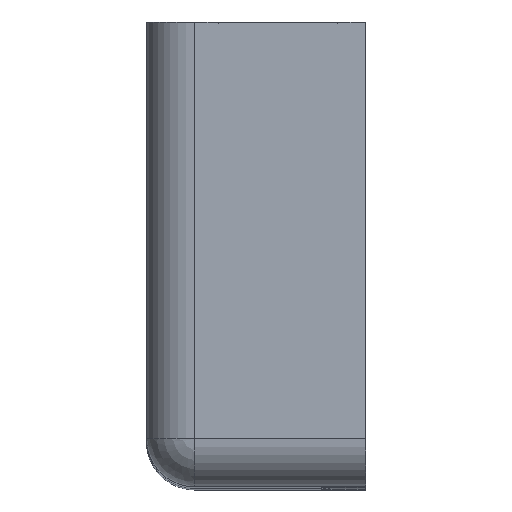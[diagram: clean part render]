
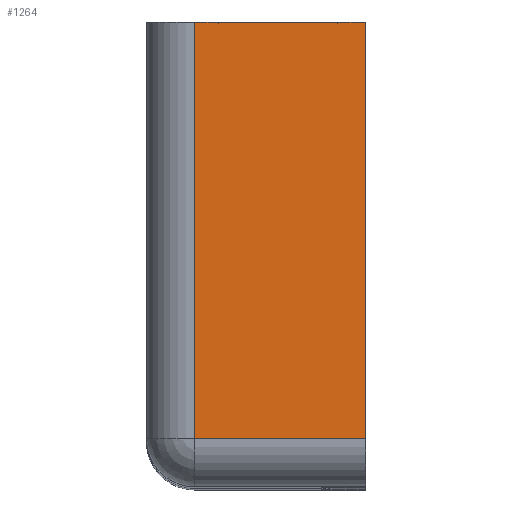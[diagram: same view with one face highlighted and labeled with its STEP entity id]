
A CAD part, top view. The second image highlights one B-rep face of the part: STEP entity #1264.
In plain terms, the highlighted planar face has unit normal (0, 0, 1).
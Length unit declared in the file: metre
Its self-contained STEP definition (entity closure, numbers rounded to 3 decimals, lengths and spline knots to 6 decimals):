
#188=ORIENTED_EDGE('',*,*,#541,.T.);
#189=ORIENTED_EDGE('',*,*,#542,.T.);
#190=ORIENTED_EDGE('',*,*,#535,.T.);
#191=ORIENTED_EDGE('',*,*,#489,.F.);
#192=ORIENTED_EDGE('',*,*,#543,.F.);
#193=ORIENTED_EDGE('',*,*,#528,.F.);
#489=EDGE_CURVE('',#670,#671,#783,.T.);
#528=EDGE_CURVE('',#705,#706,#815,.T.);
#535=EDGE_CURVE('',#711,#671,#819,.T.);
#541=EDGE_CURVE('',#705,#715,#822,.F.);
#542=EDGE_CURVE('',#715,#711,#823,.T.);
#543=EDGE_CURVE('',#706,#670,#824,.T.);
#670=VERTEX_POINT('',#1922);
#671=VERTEX_POINT('',#1924);
#705=VERTEX_POINT('',#2003);
#706=VERTEX_POINT('',#2005);
#711=VERTEX_POINT('',#2019);
#715=VERTEX_POINT('',#2030);
#783=LINE('',#1923,#898);
#815=LINE('',#2004,#930);
#819=LINE('',#2018,#934);
#822=LINE('',#2029,#937);
#823=LINE('',#2031,#938);
#824=LINE('',#2032,#939);
#898=VECTOR('',#1511,1.);
#930=VECTOR('',#1571,1.);
#934=VECTOR('',#1585,1.);
#937=VECTOR('',#1596,1.);
#938=VECTOR('',#1597,1.);
#939=VECTOR('',#1598,1.);
#1026=EDGE_LOOP('',(#188,#189,#190,#191,#192,#193));
#1130=FACE_BOUND('',#1026,.T.);
#1229=PLANE('',#1381);
#1264=ADVANCED_FACE('',(#1130),#1229,.T.);
#1381=AXIS2_PLACEMENT_3D('',#2028,#1594,#1595);
#1511=DIRECTION('',(1.,0.,0.));
#1571=DIRECTION('',(1.,0.,0.));
#1585=DIRECTION('',(0.,1.,0.));
#1594=DIRECTION('',(0.,0.,1.));
#1595=DIRECTION('',(1.,0.,0.));
#1596=DIRECTION('',(0.,1.,0.));
#1597=DIRECTION('',(1.,0.,0.));
#1598=DIRECTION('',(1.,0.,0.));
#1922=CARTESIAN_POINT('',(0.045,0.,0.197));
#1923=CARTESIAN_POINT('',(0.025,0.,0.197));
#1924=CARTESIAN_POINT('',(0.05,0.,0.197));
#2003=CARTESIAN_POINT('',(0.011,0.,0.197));
#2004=CARTESIAN_POINT('',(0.025,0.,0.197));
#2005=CARTESIAN_POINT('',(0.015,0.,0.197));
#2018=CARTESIAN_POINT('',(0.05,-0.106,0.197));
#2019=CARTESIAN_POINT('',(0.05,-0.095,0.197));
#2028=CARTESIAN_POINT('',(0.025,-0.106,0.197));
#2029=CARTESIAN_POINT('',(0.011,-0.106,0.197));
#2030=CARTESIAN_POINT('',(0.011,-0.095,0.197));
#2031=CARTESIAN_POINT('',(0.025,-0.095,0.197));
#2032=CARTESIAN_POINT('',(0.025,0.,0.197));
